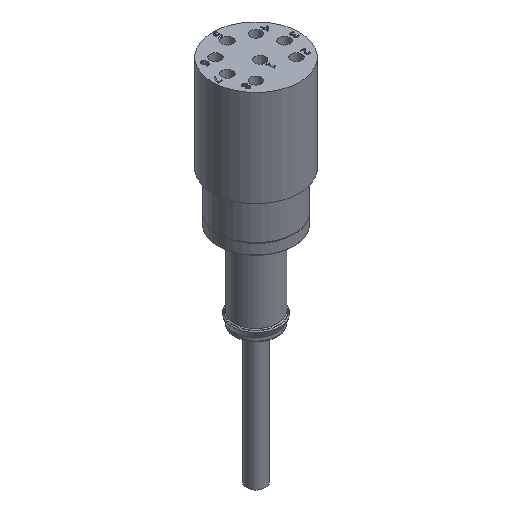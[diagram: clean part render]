
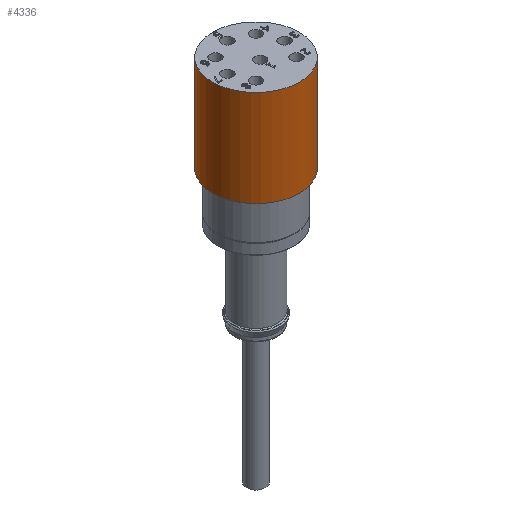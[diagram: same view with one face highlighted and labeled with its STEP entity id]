
A CAD part, isometric view. The second image highlights one B-rep face of the part: STEP entity #4336.
In plain terms, the highlighted cylindrical face has radius 12.675 mm (diameter 25.349 mm), a full revolution.
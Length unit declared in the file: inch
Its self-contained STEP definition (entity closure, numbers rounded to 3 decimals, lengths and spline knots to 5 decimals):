
#44=CYLINDRICAL_SURFACE('',#4563,0.499);
#97=CIRCLE('',#4490,0.499);
#98=CIRCLE('',#4491,0.499);
#148=CIRCLE('',#4559,0.499);
#149=CIRCLE('',#4560,0.499);
#742=FACE_OUTER_BOUND('',#1002,.T.);
#1002=EDGE_LOOP('',(#3649,#3650,#3651,#3652,#3653,#3654));
#1321=LINE('',#7829,#1610);
#1610=VECTOR('',#5315,0.499);
#1925=VERTEX_POINT('',#7700);
#1926=VERTEX_POINT('',#7701);
#1976=VERTEX_POINT('',#7820);
#1977=VERTEX_POINT('',#7821);
#2518=EDGE_CURVE('',#1925,#1926,#97,.T.);
#2519=EDGE_CURVE('',#1926,#1925,#98,.T.);
#2569=EDGE_CURVE('',#1976,#1977,#148,.T.);
#2570=EDGE_CURVE('',#1977,#1976,#149,.T.);
#2573=EDGE_CURVE('',#1977,#1926,#1321,.T.);
#3649=ORIENTED_EDGE('',*,*,#2569,.T.);
#3650=ORIENTED_EDGE('',*,*,#2573,.T.);
#3651=ORIENTED_EDGE('',*,*,#2518,.F.);
#3652=ORIENTED_EDGE('',*,*,#2519,.F.);
#3653=ORIENTED_EDGE('',*,*,#2573,.F.);
#3654=ORIENTED_EDGE('',*,*,#2570,.T.);
#4336=ADVANCED_FACE('',(#742),#44,.T.);
#4490=AXIS2_PLACEMENT_3D('',#7702,#5167,#5168);
#4491=AXIS2_PLACEMENT_3D('',#7703,#5169,#5170);
#4559=AXIS2_PLACEMENT_3D('',#7822,#5305,#5306);
#4560=AXIS2_PLACEMENT_3D('',#7823,#5307,#5308);
#4563=AXIS2_PLACEMENT_3D('',#7828,#5313,#5314);
#5167=DIRECTION('center_axis',(0.,0.,1.));
#5168=DIRECTION('ref_axis',(1.,0.,0.));
#5169=DIRECTION('center_axis',(0.,0.,1.));
#5170=DIRECTION('ref_axis',(1.,0.,0.));
#5305=DIRECTION('center_axis',(0.,0.,1.));
#5306=DIRECTION('ref_axis',(1.,0.,0.));
#5307=DIRECTION('center_axis',(0.,0.,1.));
#5308=DIRECTION('ref_axis',(1.,0.,0.));
#5313=DIRECTION('center_axis',(0.,0.,-1.));
#5314=DIRECTION('ref_axis',(-1.,0.,0.));
#5315=DIRECTION('',(0.,0.,1.));
#7700=CARTESIAN_POINT('',(-0.499,0.,1.046));
#7701=CARTESIAN_POINT('',(0.499,0.,1.046));
#7702=CARTESIAN_POINT('Origin',(0.,0.,1.046));
#7703=CARTESIAN_POINT('Origin',(0.,0.,1.046));
#7820=CARTESIAN_POINT('',(-0.499,0.,-0.063));
#7821=CARTESIAN_POINT('',(0.499,0.,-0.063));
#7822=CARTESIAN_POINT('Origin',(0.,0.,-0.063));
#7823=CARTESIAN_POINT('Origin',(0.,0.,-0.063));
#7828=CARTESIAN_POINT('Origin',(0.,0.,1.046));
#7829=CARTESIAN_POINT('',(0.499,0.,1.046));
